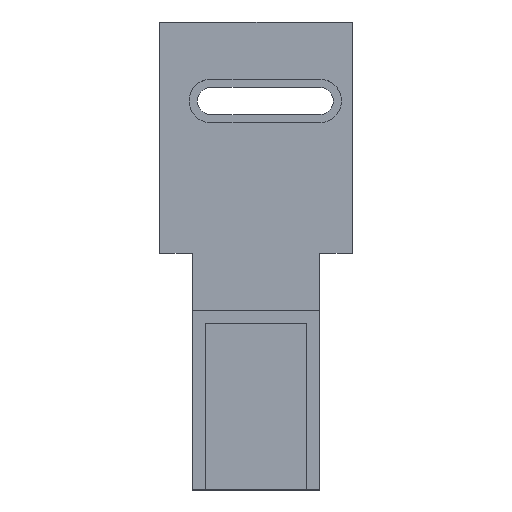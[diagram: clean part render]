
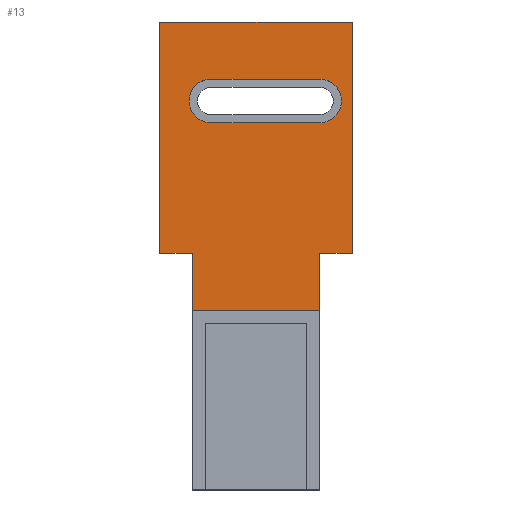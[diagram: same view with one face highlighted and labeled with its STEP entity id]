
A CAD part, top view. The second image highlights one B-rep face of the part: STEP entity #13.
In plain terms, the highlighted planar face has unit normal (0, 0, 1).
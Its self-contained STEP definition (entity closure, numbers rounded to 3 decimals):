
#13 = ADVANCED_FACE ( 'NONE', ( #593, #384 ), #654, .T. ) ;
#15 = ORIENTED_EDGE ( 'NONE', *, *, #49, .F. ) ;
#22 = LINE ( 'NONE', #168, #672 ) ;
#35 = CARTESIAN_POINT ( 'NONE',  ( -28.714, 26.776, 3. ) ) ;
#37 = EDGE_CURVE ( 'NONE', #165, #743, #589, .T. ) ;
#38 = CARTESIAN_POINT ( 'NONE',  ( -40.414, -8.974, 3. ) ) ;
#40 = ORIENTED_EDGE ( 'NONE', *, *, #157, .F. ) ;
#49 = EDGE_CURVE ( 'NONE', #479, #636, #139, .T. ) ;
#53 = EDGE_LOOP ( 'NONE', ( #797, #162, #15, #876, #471 ) ) ;
#55 = DIRECTION ( 'NONE',  ( 1., 0., 0. ) ) ;
#81 = VERTEX_POINT ( 'NONE', #263 ) ;
#82 = DIRECTION ( 'NONE',  ( 0., -1., 0. ) ) ;
#89 = EDGE_CURVE ( 'NONE', #730, #222, #658, .T. ) ;
#100 = EDGE_CURVE ( 'NONE', #743, #641, #673, .T. ) ;
#106 = VECTOR ( 'NONE', #871, 1000. ) ;
#107 = CARTESIAN_POINT ( 'NONE',  ( -28.714, 12.776, 3. ) ) ;
#125 = CARTESIAN_POINT ( 'NONE',  ( -25.714, 34.026, 3. ) ) ;
#126 = CARTESIAN_POINT ( 'NONE',  ( -38.714, 26.776, 3. ) ) ;
#135 = DIRECTION ( 'NONE',  ( 0., 1., 0. ) ) ;
#139 = CIRCLE ( 'NONE', #838, 2. ) ;
#144 = CARTESIAN_POINT ( 'NONE',  ( -38.714, 24.776, 3. ) ) ;
#157 = EDGE_CURVE ( 'NONE', #641, #218, #461, .T. ) ;
#162 = ORIENTED_EDGE ( 'NONE', *, *, #422, .F. ) ;
#165 = VERTEX_POINT ( 'NONE', #107 ) ;
#168 = CARTESIAN_POINT ( 'NONE',  ( -25.714, 12.776, 3. ) ) ;
#171 = DIRECTION ( 'NONE',  ( 0., 0., 1. ) ) ;
#176 = CARTESIAN_POINT ( 'NONE',  ( -38.714, 28.776, 3. ) ) ;
#182 = DIRECTION ( 'NONE',  ( -1., 0., 0. ) ) ;
#204 = ORIENTED_EDGE ( 'NONE', *, *, #602, .F. ) ;
#215 = LINE ( 'NONE', #781, #820 ) ;
#218 = VERTEX_POINT ( 'NONE', #267 ) ;
#222 = VERTEX_POINT ( 'NONE', #910 ) ;
#223 = VECTOR ( 'NONE', #483, 1000. ) ;
#229 = CARTESIAN_POINT ( 'NONE',  ( -28.714, 28.776, 3. ) ) ;
#232 = DIRECTION ( 'NONE',  ( 1., 0., 0. ) ) ;
#243 = DIRECTION ( 'NONE',  ( 1., 0., 0. ) ) ;
#255 = VECTOR ( 'NONE', #82, 1000. ) ;
#263 = CARTESIAN_POINT ( 'NONE',  ( -43.414, 12.776, 3. ) ) ;
#267 = CARTESIAN_POINT ( 'NONE',  ( -40.414, 12.776, 3. ) ) ;
#291 = DIRECTION ( 'NONE',  ( 1., 0., 0. ) ) ;
#318 = CARTESIAN_POINT ( 'NONE',  ( -43.414, 12.776, 3. ) ) ;
#322 = ORIENTED_EDGE ( 'NONE', *, *, #37, .F. ) ;
#332 = DIRECTION ( 'NONE',  ( 1., 0., 0. ) ) ;
#343 = CARTESIAN_POINT ( 'NONE',  ( -26.714, 26.776, 3. ) ) ;
#382 = DIRECTION ( 'NONE',  ( -1., 0., 0. ) ) ;
#384 = FACE_BOUND ( 'NONE', #53, .T. ) ;
#387 = CARTESIAN_POINT ( 'NONE',  ( -28.714, 7.526, 3. ) ) ;
#388 = VERTEX_POINT ( 'NONE', #877 ) ;
#395 = DIRECTION ( 'NONE',  ( 0., 1., 0. ) ) ;
#398 = AXIS2_PLACEMENT_3D ( 'NONE', #740, #171, #232 ) ;
#399 = DIRECTION ( 'NONE',  ( 0., 0., 1. ) ) ;
#401 = VERTEX_POINT ( 'NONE', #662 ) ;
#404 = EDGE_CURVE ( 'NONE', #843, #401, #676, .T. ) ;
#409 = LINE ( 'NONE', #176, #747 ) ;
#421 = ORIENTED_EDGE ( 'NONE', *, *, #575, .T. ) ;
#422 = EDGE_CURVE ( 'NONE', #636, #730, #409, .T. ) ;
#423 = DIRECTION ( 'NONE',  ( -1., 0., 0. ) ) ;
#450 = ORIENTED_EDGE ( 'NONE', *, *, #100, .F. ) ;
#457 = EDGE_CURVE ( 'NONE', #661, #479, #587, .T. ) ;
#461 = LINE ( 'NONE', #38, #557 ) ;
#469 = EDGE_CURVE ( 'NONE', #218, #81, #890, .T. ) ;
#471 = ORIENTED_EDGE ( 'NONE', *, *, #888, .F. ) ;
#479 = VERTEX_POINT ( 'NONE', #343 ) ;
#483 = DIRECTION ( 'NONE',  ( -1., 0., 0. ) ) ;
#490 = ORIENTED_EDGE ( 'NONE', *, *, #404, .T. ) ;
#540 = CARTESIAN_POINT ( 'NONE',  ( -40.414, 7.526, 3. ) ) ;
#557 = VECTOR ( 'NONE', #395, 1000. ) ;
#575 = EDGE_CURVE ( 'NONE', #401, #388, #215, .T. ) ;
#587 = CIRCLE ( 'NONE', #631, 2. ) ;
#589 = LINE ( 'NONE', #601, #106 ) ;
#593 = FACE_OUTER_BOUND ( 'NONE', #923, .T. ) ;
#595 = ORIENTED_EDGE ( 'NONE', *, *, #469, .F. ) ;
#597 = DIRECTION ( 'NONE',  ( 0., 0., 1. ) ) ;
#601 = CARTESIAN_POINT ( 'NONE',  ( -28.714, -8.974, 3. ) ) ;
#602 = EDGE_CURVE ( 'NONE', #843, #165, #22, .T. ) ;
#613 = ORIENTED_EDGE ( 'NONE', *, *, #648, .T. ) ;
#627 = DIRECTION ( 'NONE',  ( -1., 0., 0. ) ) ;
#631 = AXIS2_PLACEMENT_3D ( 'NONE', #35, #696, #55 ) ;
#636 = VERTEX_POINT ( 'NONE', #229 ) ;
#641 = VERTEX_POINT ( 'NONE', #867 ) ;
#648 = EDGE_CURVE ( 'NONE', #388, #81, #660, .T. ) ;
#652 = CARTESIAN_POINT ( 'NONE',  ( -28.714, 24.776, 3. ) ) ;
#654 = PLANE ( 'NONE',  #398 ) ;
#658 = CIRCLE ( 'NONE', #782, 2. ) ;
#660 = LINE ( 'NONE', #805, #255 ) ;
#661 = VERTEX_POINT ( 'NONE', #652 ) ;
#662 = CARTESIAN_POINT ( 'NONE',  ( -25.714, 34.026, 3. ) ) ;
#672 = VECTOR ( 'NONE', #382, 1000. ) ;
#673 = LINE ( 'NONE', #540, #914 ) ;
#676 = LINE ( 'NONE', #125, #868 ) ;
#680 = CARTESIAN_POINT ( 'NONE',  ( -25.714, 12.776, 3. ) ) ;
#683 = CARTESIAN_POINT ( 'NONE',  ( -38.714, 28.776, 3. ) ) ;
#696 = DIRECTION ( 'NONE',  ( 0., 0., 1. ) ) ;
#730 = VERTEX_POINT ( 'NONE', #683 ) ;
#740 = CARTESIAN_POINT ( 'NONE',  ( 0., 0., 3. ) ) ;
#743 = VERTEX_POINT ( 'NONE', #387 ) ;
#746 = VECTOR ( 'NONE', #291, 1000. ) ;
#747 = VECTOR ( 'NONE', #627, 1000. ) ;
#781 = CARTESIAN_POINT ( 'NONE',  ( -43.414, 34.026, 3. ) ) ;
#782 = AXIS2_PLACEMENT_3D ( 'NONE', #126, #399, #332 ) ;
#797 = ORIENTED_EDGE ( 'NONE', *, *, #89, .F. ) ;
#805 = CARTESIAN_POINT ( 'NONE',  ( -43.414, 34.026, 3. ) ) ;
#820 = VECTOR ( 'NONE', #423, 1000. ) ;
#838 = AXIS2_PLACEMENT_3D ( 'NONE', #885, #597, #243 ) ;
#843 = VERTEX_POINT ( 'NONE', #680 ) ;
#867 = CARTESIAN_POINT ( 'NONE',  ( -40.414, 7.526, 3. ) ) ;
#868 = VECTOR ( 'NONE', #135, 1000. ) ;
#871 = DIRECTION ( 'NONE',  ( 0., -1., 0. ) ) ;
#876 = ORIENTED_EDGE ( 'NONE', *, *, #457, .F. ) ;
#877 = CARTESIAN_POINT ( 'NONE',  ( -43.414, 34.026, 3. ) ) ;
#885 = CARTESIAN_POINT ( 'NONE',  ( -28.714, 26.776, 3. ) ) ;
#888 = EDGE_CURVE ( 'NONE', #222, #661, #922, .T. ) ;
#890 = LINE ( 'NONE', #318, #223 ) ;
#910 = CARTESIAN_POINT ( 'NONE',  ( -38.714, 24.776, 3. ) ) ;
#914 = VECTOR ( 'NONE', #182, 1000. ) ;
#922 = LINE ( 'NONE', #144, #746 ) ;
#923 = EDGE_LOOP ( 'NONE', ( #450, #322, #204, #490, #421, #613, #595, #40 ) ) ;
